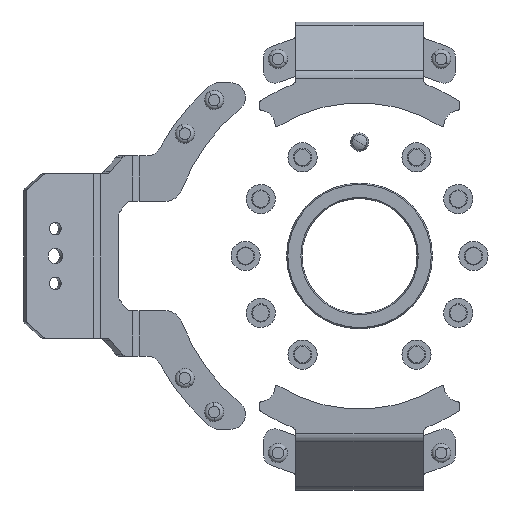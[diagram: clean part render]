
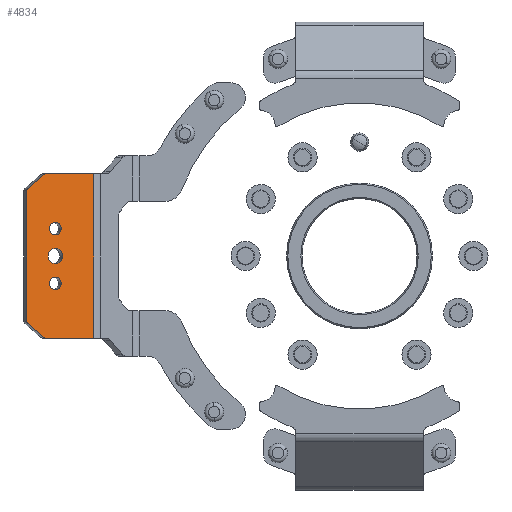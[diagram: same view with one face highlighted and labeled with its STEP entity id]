
A CAD part, left-side view. The second image highlights one B-rep face of the part: STEP entity #4834.
In plain terms, the highlighted planar face has unit normal (-0.951, -0.309, 0).
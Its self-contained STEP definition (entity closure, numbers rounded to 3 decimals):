
#45 = AXIS2_PLACEMENT_3D ( 'NONE', #12844, #2642, #12721 ) ;
#117 = CARTESIAN_POINT ( 'NONE',  ( 1771.941, 172.33, 2015. ) ) ;
#348 = CARTESIAN_POINT ( 'NONE',  ( 1781.295, 143.539, 1925. ) ) ;
#462 = ORIENTED_EDGE ( 'NONE', *, *, #5723, .T. ) ;
#472 = AXIS2_PLACEMENT_3D ( 'NONE', #11475, #5527, #3394 ) ;
#491 = ORIENTED_EDGE ( 'NONE', *, *, #13119, .T. ) ;
#567 = AXIS2_PLACEMENT_3D ( 'NONE', #6550, #7350, #5548 ) ;
#609 = DIRECTION ( 'NONE',  ( 0.309, -0.951, 0. ) ) ;
#682 = DIRECTION ( 'NONE',  ( 0.309, -0.951, 0. ) ) ;
#685 = VECTOR ( 'NONE', #2103, 1000. ) ;
#739 = FACE_BOUND ( 'NONE', #9568, .T. ) ;
#744 = ORIENTED_EDGE ( 'NONE', *, *, #6794, .T. ) ;
#921 = CARTESIAN_POINT ( 'NONE',  ( 1773.724, 166.84, 1985. ) ) ;
#937 = VERTEX_POINT ( 'NONE', #12769 ) ;
#995 = VERTEX_POINT ( 'NONE', #5151 ) ;
#1003 = VECTOR ( 'NONE', #1053, 1000. ) ;
#1006 = CARTESIAN_POINT ( 'NONE',  ( 1768.626, 182.532, 1875. ) ) ;
#1053 = DIRECTION ( 'NONE',  ( 0., 0., 1. ) ) ;
#1104 = DIRECTION ( 'NONE',  ( 0.309, -0.951, 0. ) ) ;
#1138 = CIRCLE ( 'NONE', #5208, 4.25 ) ;
#1159 = EDGE_CURVE ( 'NONE', #6466, #2181, #10795, .T. ) ;
#1199 = CIRCLE ( 'NONE', #11446, 3.4 ) ;
#1289 = EDGE_CURVE ( 'NONE', #6442, #6466, #11951, .T. ) ;
#1391 = VECTOR ( 'NONE', #4437, 1000. ) ;
#1591 = EDGE_LOOP ( 'NONE', ( #744, #5035, #12625, #4746, #2308, #11218, #9736, #5558, #6491, #8201 ) ) ;
#1685 = FACE_OUTER_BOUND ( 'NONE', #1591, .T. ) ;
#1779 = DIRECTION ( 'NONE',  ( 0.951, 0.309, 0. ) ) ;
#1894 = AXIS2_PLACEMENT_3D ( 'NONE', #9521, #5453, #2444 ) ;
#1915 = CARTESIAN_POINT ( 'NONE',  ( 1771.941, 172.33, 1925. ) ) ;
#2070 = EDGE_CURVE ( 'NONE', #11078, #11060, #5534, .T. ) ;
#2103 = DIRECTION ( 'NONE',  ( 0.237, -0.729, -0.643 ) ) ;
#2181 = VERTEX_POINT ( 'NONE', #5646 ) ;
#2308 = ORIENTED_EDGE ( 'NONE', *, *, #9566, .F. ) ;
#2378 = CARTESIAN_POINT ( 'NONE',  ( 1768.846, 181.853, 2007.208 ) ) ;
#2402 = CIRCLE ( 'NONE', #45, 3.4 ) ;
#2444 = DIRECTION ( 'NONE',  ( 0.309, -0.951, 0. ) ) ;
#2642 = DIRECTION ( 'NONE',  ( 0.951, 0.309, 0. ) ) ;
#2840 = ORIENTED_EDGE ( 'NONE', *, *, #7362, .T. ) ;
#2912 = VERTEX_POINT ( 'NONE', #2926 ) ;
#2926 = CARTESIAN_POINT ( 'NONE',  ( 1780.553, 145.822, 1925. ) ) ;
#2940 = CARTESIAN_POINT ( 'NONE',  ( 1768.846, 181.853, 1932.792 ) ) ;
#3040 = EDGE_CURVE ( 'NONE', #11995, #8700, #5789, .T. ) ;
#3058 = EDGE_CURVE ( 'NONE', #9245, #6442, #11349, .T. ) ;
#3394 = DIRECTION ( 'NONE',  ( 0.309, -0.951, 0. ) ) ;
#3463 = AXIS2_PLACEMENT_3D ( 'NONE', #9393, #10253, #1104 ) ;
#3608 = VERTEX_POINT ( 'NONE', #12521 ) ;
#3612 = ORIENTED_EDGE ( 'NONE', *, *, #11535, .T. ) ;
#3994 = CIRCLE ( 'NONE', #11467, 3.4 ) ;
#4118 = LINE ( 'NONE', #11259, #685 ) ;
#4169 = DIRECTION ( 'NONE',  ( -0.309, 0.951, 0. ) ) ;
#4240 = EDGE_LOOP ( 'NONE', ( #6701, #3612 ) ) ;
#4437 = DIRECTION ( 'NONE',  ( 0.309, -0.951, 0. ) ) ;
#4746 = ORIENTED_EDGE ( 'NONE', *, *, #1159, .T. ) ;
#4824 = CARTESIAN_POINT ( 'NONE',  ( 1771.941, 172.33, 1927. ) ) ;
#4834 = ADVANCED_FACE ( 'NONE', ( #8513, #7516, #739, #1685 ), #8838, .F. ) ;
#5035 = ORIENTED_EDGE ( 'NONE', *, *, #3058, .T. ) ;
#5151 = CARTESIAN_POINT ( 'NONE',  ( 1775.038, 162.798, 1970. ) ) ;
#5157 = LINE ( 'NONE', #1006, #7152 ) ;
#5208 = AXIS2_PLACEMENT_3D ( 'NONE', #11821, #1779, #6678 ) ;
#5240 = CARTESIAN_POINT ( 'NONE',  ( 1781.295, 143.539, 2015. ) ) ;
#5453 = DIRECTION ( 'NONE',  ( 0.951, 0.309, 0. ) ) ;
#5527 = DIRECTION ( 'NONE',  ( -0.951, -0.309, 0. ) ) ;
#5534 = CIRCLE ( 'NONE', #1894, 3.4 ) ;
#5548 = DIRECTION ( 'NONE',  ( 0.309, -0.951, 0. ) ) ;
#5552 = CIRCLE ( 'NONE', #11531, 2. ) ;
#5558 = ORIENTED_EDGE ( 'NONE', *, *, #10865, .T. ) ;
#5613 = CARTESIAN_POINT ( 'NONE',  ( 1768.626, 182.532, 2006.609 ) ) ;
#5646 = CARTESIAN_POINT ( 'NONE',  ( 1768.626, 182.532, 2005.676 ) ) ;
#5723 = EDGE_CURVE ( 'NONE', #995, #8978, #1138, .T. ) ;
#5789 = CIRCLE ( 'NONE', #3463, 2. ) ;
#6169 = DIRECTION ( 'NONE',  ( 0.309, -0.951, 0. ) ) ;
#6172 = LINE ( 'NONE', #5240, #10997 ) ;
#6261 = CARTESIAN_POINT ( 'NONE',  ( 1780.553, 145.822, 2015. ) ) ;
#6392 = EDGE_CURVE ( 'NONE', #9224, #2912, #9432, .T. ) ;
#6442 = VERTEX_POINT ( 'NONE', #11669 ) ;
#6466 = VERTEX_POINT ( 'NONE', #2378 ) ;
#6491 = ORIENTED_EDGE ( 'NONE', *, *, #6392, .T. ) ;
#6550 = CARTESIAN_POINT ( 'NONE',  ( 1769.244, 180.63, 2005.676 ) ) ;
#6678 = DIRECTION ( 'NONE',  ( 0.309, -0.951, 0. ) ) ;
#6701 = ORIENTED_EDGE ( 'NONE', *, *, #9825, .T. ) ;
#6794 = EDGE_CURVE ( 'NONE', #7565, #9245, #6172, .T. ) ;
#6896 = CARTESIAN_POINT ( 'NONE',  ( 1781.295, 143.539, 1875. ) ) ;
#6910 = VERTEX_POINT ( 'NONE', #7643 ) ;
#7152 = VECTOR ( 'NONE', #7291, 1000. ) ;
#7168 = DIRECTION ( 'NONE',  ( 0.951, 0.309, 0. ) ) ;
#7291 = DIRECTION ( 'NONE',  ( 0., 0., 1. ) ) ;
#7350 = DIRECTION ( 'NONE',  ( -0.951, -0.309, 0. ) ) ;
#7362 = EDGE_CURVE ( 'NONE', #11060, #11078, #1199, .T. ) ;
#7516 = FACE_BOUND ( 'NONE', #4240, .T. ) ;
#7565 = VERTEX_POINT ( 'NONE', #6261 ) ;
#7643 = CARTESIAN_POINT ( 'NONE',  ( 1771.543, 173.552, 1925.468 ) ) ;
#7742 = DIRECTION ( 'NONE',  ( -0.237, 0.729, -0.643 ) ) ;
#7948 = DIRECTION ( 'NONE',  ( 0.309, -0.951, 0. ) ) ;
#8201 = ORIENTED_EDGE ( 'NONE', *, *, #8769, .T. ) ;
#8218 = LINE ( 'NONE', #12289, #1003 ) ;
#8354 = CARTESIAN_POINT ( 'NONE',  ( 1773.724, 166.84, 1955. ) ) ;
#8513 = FACE_BOUND ( 'NONE', #9648, .T. ) ;
#8700 = VERTEX_POINT ( 'NONE', #2940 ) ;
#8769 = EDGE_CURVE ( 'NONE', #2912, #7565, #8218, .T. ) ;
#8838 = PLANE ( 'NONE',  #11157 ) ;
#8978 = VERTEX_POINT ( 'NONE', #11882 ) ;
#9224 = VERTEX_POINT ( 'NONE', #1915 ) ;
#9245 = VERTEX_POINT ( 'NONE', #117 ) ;
#9334 = CARTESIAN_POINT ( 'NONE',  ( 1774.775, 163.606, 1955. ) ) ;
#9393 = CARTESIAN_POINT ( 'NONE',  ( 1769.244, 180.63, 1934.324 ) ) ;
#9432 = LINE ( 'NONE', #348, #1391 ) ;
#9521 = CARTESIAN_POINT ( 'NONE',  ( 1773.724, 166.84, 1955. ) ) ;
#9566 = EDGE_CURVE ( 'NONE', #11995, #2181, #5157, .T. ) ;
#9568 = EDGE_LOOP ( 'NONE', ( #2840, #12768 ) ) ;
#9648 = EDGE_LOOP ( 'NONE', ( #462, #491 ) ) ;
#9736 = ORIENTED_EDGE ( 'NONE', *, *, #11494, .T. ) ;
#9825 = EDGE_CURVE ( 'NONE', #3608, #937, #3994, .T. ) ;
#9894 = DIRECTION ( 'NONE',  ( 0.951, 0.309, 0. ) ) ;
#9945 = DIRECTION ( 'NONE',  ( -0.951, -0.309, 0. ) ) ;
#10253 = DIRECTION ( 'NONE',  ( -0.951, -0.309, 0. ) ) ;
#10365 = CIRCLE ( 'NONE', #11880, 4.25 ) ;
#10418 = DIRECTION ( 'NONE',  ( 0.309, -0.951, 0. ) ) ;
#10631 = CARTESIAN_POINT ( 'NONE',  ( 1768.626, 182.532, 1934.324 ) ) ;
#10795 = CIRCLE ( 'NONE', #567, 2. ) ;
#10865 = EDGE_CURVE ( 'NONE', #6910, #9224, #5552, .T. ) ;
#10997 = VECTOR ( 'NONE', #4169, 1000. ) ;
#11021 = VECTOR ( 'NONE', #7742, 1000. ) ;
#11060 = VERTEX_POINT ( 'NONE', #9334 ) ;
#11078 = VERTEX_POINT ( 'NONE', #11411 ) ;
#11157 = AXIS2_PLACEMENT_3D ( 'NONE', #6896, #9894, #682 ) ;
#11218 = ORIENTED_EDGE ( 'NONE', *, *, #3040, .T. ) ;
#11259 = CARTESIAN_POINT ( 'NONE',  ( 1768.626, 182.532, 1933.391 ) ) ;
#11349 = CIRCLE ( 'NONE', #472, 2. ) ;
#11411 = CARTESIAN_POINT ( 'NONE',  ( 1772.674, 170.074, 1955. ) ) ;
#11433 = DIRECTION ( 'NONE',  ( 0.951, 0.309, 0. ) ) ;
#11446 = AXIS2_PLACEMENT_3D ( 'NONE', #8354, #11433, #10418 ) ;
#11467 = AXIS2_PLACEMENT_3D ( 'NONE', #921, #12092, #7948 ) ;
#11475 = CARTESIAN_POINT ( 'NONE',  ( 1771.941, 172.33, 2013. ) ) ;
#11494 = EDGE_CURVE ( 'NONE', #8700, #6910, #4118, .T. ) ;
#11531 = AXIS2_PLACEMENT_3D ( 'NONE', #4824, #9945, #609 ) ;
#11535 = EDGE_CURVE ( 'NONE', #937, #3608, #2402, .T. ) ;
#11669 = CARTESIAN_POINT ( 'NONE',  ( 1771.543, 173.552, 2014.532 ) ) ;
#11821 = CARTESIAN_POINT ( 'NONE',  ( 1773.724, 166.84, 1970. ) ) ;
#11880 = AXIS2_PLACEMENT_3D ( 'NONE', #12249, #7168, #6169 ) ;
#11882 = CARTESIAN_POINT ( 'NONE',  ( 1772.411, 170.882, 1970. ) ) ;
#11951 = LINE ( 'NONE', #5613, #11021 ) ;
#11995 = VERTEX_POINT ( 'NONE', #10631 ) ;
#12092 = DIRECTION ( 'NONE',  ( 0.951, 0.309, 0. ) ) ;
#12249 = CARTESIAN_POINT ( 'NONE',  ( 1773.724, 166.84, 1970. ) ) ;
#12289 = CARTESIAN_POINT ( 'NONE',  ( 1780.553, 145.822, 1875. ) ) ;
#12521 = CARTESIAN_POINT ( 'NONE',  ( 1774.775, 163.606, 1985. ) ) ;
#12625 = ORIENTED_EDGE ( 'NONE', *, *, #1289, .T. ) ;
#12721 = DIRECTION ( 'NONE',  ( 0.309, -0.951, 0. ) ) ;
#12768 = ORIENTED_EDGE ( 'NONE', *, *, #2070, .T. ) ;
#12769 = CARTESIAN_POINT ( 'NONE',  ( 1772.674, 170.074, 1985. ) ) ;
#12844 = CARTESIAN_POINT ( 'NONE',  ( 1773.724, 166.84, 1985. ) ) ;
#13119 = EDGE_CURVE ( 'NONE', #8978, #995, #10365, .T. ) ;
